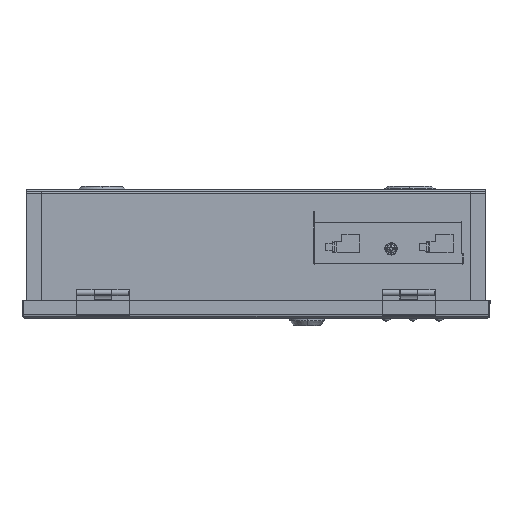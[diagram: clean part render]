
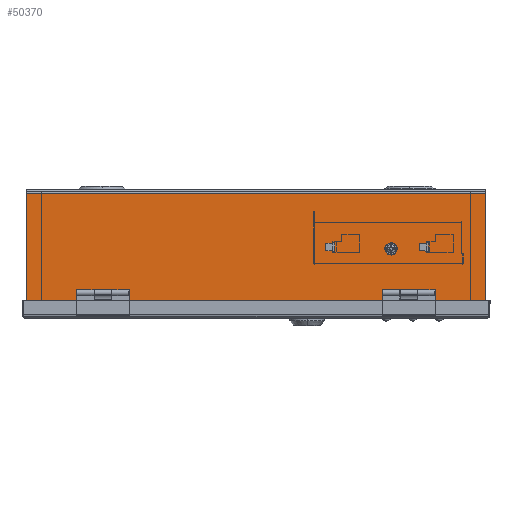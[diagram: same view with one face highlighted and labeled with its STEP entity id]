
A CAD part, left-side view. The second image highlights one B-rep face of the part: STEP entity #50370.
In plain terms, the highlighted planar face has unit normal (-1, 0, 0).
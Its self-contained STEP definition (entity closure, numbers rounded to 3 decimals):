
#2503 = CARTESIAN_POINT ( 'NONE',  ( -79., -97.5, 70.7 ) ) ;
#2562 = EDGE_LOOP ( 'NONE', ( #59790, #99096, #44717, #21669 ) ) ;
#4225 = DIRECTION ( 'NONE',  ( 0., 0., 1. ) ) ;
#4337 = CARTESIAN_POINT ( 'NONE',  ( -79., -92.5, 41.5 ) ) ;
#4845 = VERTEX_POINT ( 'NONE', #31513 ) ;
#5206 = EDGE_CURVE ( 'NONE', #48970, #84735, #19217, .T. ) ;
#6665 = DIRECTION ( 'NONE',  ( 0., 0., 1. ) ) ;
#7651 = CARTESIAN_POINT ( 'NONE',  ( -79., -76.5, 38.5 ) ) ;
#9273 = CARTESIAN_POINT ( 'NONE',  ( -79., 0., 1. ) ) ;
#10974 = CARTESIAN_POINT ( 'NONE',  ( -79., 130., 70.7 ) ) ;
#11471 = DIRECTION ( 'NONE',  ( 0., -0.998, 0.07 ) ) ;
#12300 = EDGE_CURVE ( 'NONE', #70177, #40241, #87081, .T. ) ;
#13117 = ORIENTED_EDGE ( 'NONE', *, *, #68471, .T. ) ;
#13548 = CARTESIAN_POINT ( 'NONE',  ( -79., -39.5, 41.5 ) ) ;
#13909 = EDGE_CURVE ( 'NONE', #106535, #91286, #50952, .T. ) ;
#14326 = EDGE_CURVE ( 'NONE', #89599, #70177, #29537, .T. ) ;
#14417 = CARTESIAN_POINT ( 'NONE',  ( -79., -97.5, 41.85 ) ) ;
#14541 = EDGE_CURVE ( 'NONE', #4845, #98985, #44088, .T. ) ;
#15339 = VECTOR ( 'NONE', #33674, 1000. ) ;
#15388 = VECTOR ( 'NONE', #37283, 1000. ) ;
#16706 = AXIS2_PLACEMENT_3D ( 'NONE', #7651, #41906, #25029 ) ;
#18376 = VERTEX_POINT ( 'NONE', #27648 ) ;
#18665 = DIRECTION ( 'NONE',  ( 0., 0., -1. ) ) ;
#19217 = LINE ( 'NONE', #27035, #103991 ) ;
#19353 = CARTESIAN_POINT ( 'NONE',  ( -79., -92.5, 41.5 ) ) ;
#20400 = DIRECTION ( 'NONE',  ( 0., 0., -1. ) ) ;
#20858 = DIRECTION ( 'NONE',  ( 0., 0.998, 0.07 ) ) ;
#21669 = ORIENTED_EDGE ( 'NONE', *, *, #47448, .T. ) ;
#22433 = ORIENTED_EDGE ( 'NONE', *, *, #109815, .F. ) ;
#22849 = VECTOR ( 'NONE', #20858, 1000. ) ;
#24903 = VECTOR ( 'NONE', #89693, 1000. ) ;
#24950 = DIRECTION ( 'NONE',  ( 0., 1., 0. ) ) ;
#25029 = DIRECTION ( 'NONE',  ( 0., 0., 1. ) ) ;
#26080 = LINE ( 'NONE', #9273, #108157 ) ;
#27035 = CARTESIAN_POINT ( 'NONE',  ( -79., -44.5, 70.7 ) ) ;
#27641 = VECTOR ( 'NONE', #73878, 1000. ) ;
#27648 = CARTESIAN_POINT ( 'NONE',  ( -79., -39.5, 41.5 ) ) ;
#27834 = CARTESIAN_POINT ( 'NONE',  ( -79., -76.5, 39.65 ) ) ;
#27884 = ORIENTED_EDGE ( 'NONE', *, *, #28109, .F. ) ;
#28109 = EDGE_CURVE ( 'NONE', #52248, #72752, #96111, .T. ) ;
#28290 = CARTESIAN_POINT ( 'NONE',  ( -79., -130., 70.7 ) ) ;
#28602 = FACE_BOUND ( 'NONE', #35644, .T. ) ;
#28867 = VECTOR ( 'NONE', #53014, 1000. ) ;
#29276 = CARTESIAN_POINT ( 'NONE',  ( -79., -97.5, 37.15 ) ) ;
#29537 = LINE ( 'NONE', #63733, #97646 ) ;
#31136 = EDGE_CURVE ( 'NONE', #91286, #106535, #70399, .T. ) ;
#31513 = CARTESIAN_POINT ( 'NONE',  ( -79., -130., 70. ) ) ;
#32349 = ORIENTED_EDGE ( 'NONE', *, *, #14541, .F. ) ;
#33674 = DIRECTION ( 'NONE',  ( 0., 0.998, 0.07 ) ) ;
#33822 = AXIS2_PLACEMENT_3D ( 'NONE', #70112, #34800, #104271 ) ;
#33951 = VECTOR ( 'NONE', #11471, 1000. ) ;
#34800 = DIRECTION ( 'NONE',  ( -1., 0., 0. ) ) ;
#35644 = EDGE_LOOP ( 'NONE', ( #69341, #39174 ) ) ;
#35925 = FACE_BOUND ( 'NONE', #68204, .T. ) ;
#37283 = DIRECTION ( 'NONE',  ( 0., 0., -1. ) ) ;
#37351 = EDGE_CURVE ( 'NONE', #40241, #38330, #80901, .T. ) ;
#38330 = VERTEX_POINT ( 'NONE', #64379 ) ;
#38514 = VECTOR ( 'NONE', #4225, 1000. ) ;
#39174 = ORIENTED_EDGE ( 'NONE', *, *, #31136, .T. ) ;
#40241 = VERTEX_POINT ( 'NONE', #14417 ) ;
#40586 = ORIENTED_EDGE ( 'NONE', *, *, #56710, .T. ) ;
#41906 = DIRECTION ( 'NONE',  ( 1., 0., 0. ) ) ;
#42159 = LINE ( 'NONE', #76308, #15339 ) ;
#44088 = LINE ( 'NONE', #28290, #15388 ) ;
#44717 = ORIENTED_EDGE ( 'NONE', *, *, #37351, .T. ) ;
#44930 = FACE_OUTER_BOUND ( 'NONE', #101288, .T. ) ;
#47448 = EDGE_CURVE ( 'NONE', #38330, #89599, #80277, .T. ) ;
#47996 = CARTESIAN_POINT ( 'NONE',  ( -79., -130., 1. ) ) ;
#48970 = VERTEX_POINT ( 'NONE', #105476 ) ;
#50370 = ADVANCED_FACE ( 'NONE', ( #54389, #28602, #35925, #44930 ), #80154, .T. ) ;
#50952 = CIRCLE ( 'NONE', #52819, 1.15 ) ;
#52248 = VERTEX_POINT ( 'NONE', #83708 ) ;
#52819 = AXIS2_PLACEMENT_3D ( 'NONE', #99706, #92874, #6665 ) ;
#53014 = DIRECTION ( 'NONE',  ( 0., 0., 1. ) ) ;
#53178 = ORIENTED_EDGE ( 'NONE', *, *, #67836, .T. ) ;
#54389 = FACE_BOUND ( 'NONE', #2562, .T. ) ;
#55586 = LINE ( 'NONE', #13548, #24903 ) ;
#56710 = EDGE_CURVE ( 'NONE', #103394, #18376, #105647, .T. ) ;
#59790 = ORIENTED_EDGE ( 'NONE', *, *, #14326, .T. ) ;
#62776 = VECTOR ( 'NONE', #20400, 1000. ) ;
#63733 = CARTESIAN_POINT ( 'NONE',  ( -79., -92.5, 70.7 ) ) ;
#64379 = CARTESIAN_POINT ( 'NONE',  ( -79., -97.5, 37.15 ) ) ;
#66380 = CARTESIAN_POINT ( 'NONE',  ( -79., -92.5, 37.5 ) ) ;
#67836 = EDGE_CURVE ( 'NONE', #84735, #103394, #42159, .T. ) ;
#68204 = EDGE_LOOP ( 'NONE', ( #40586, #72414, #84940, #53178 ) ) ;
#68471 = EDGE_CURVE ( 'NONE', #4845, #72752, #73314, .T. ) ;
#69341 = ORIENTED_EDGE ( 'NONE', *, *, #13909, .T. ) ;
#70112 = CARTESIAN_POINT ( 'NONE',  ( -79., -99., 70.7 ) ) ;
#70177 = VERTEX_POINT ( 'NONE', #4337 ) ;
#70399 = CIRCLE ( 'NONE', #16706, 1.15 ) ;
#72414 = ORIENTED_EDGE ( 'NONE', *, *, #104720, .T. ) ;
#72752 = VERTEX_POINT ( 'NONE', #78717 ) ;
#73314 = LINE ( 'NONE', #100195, #27641 ) ;
#73878 = DIRECTION ( 'NONE',  ( 0., 1., 0. ) ) ;
#75348 = CARTESIAN_POINT ( 'NONE',  ( -79., -44.5, 37.15 ) ) ;
#76308 = CARTESIAN_POINT ( 'NONE',  ( -79., -44.5, 37.15 ) ) ;
#77189 = CARTESIAN_POINT ( 'NONE',  ( -79., -76.5, 37.35 ) ) ;
#78717 = CARTESIAN_POINT ( 'NONE',  ( -79., 130., 70. ) ) ;
#79885 = CARTESIAN_POINT ( 'NONE',  ( -79., -39.5, 70.7 ) ) ;
#80154 = PLANE ( 'NONE',  #33822 ) ;
#80277 = LINE ( 'NONE', #29276, #22849 ) ;
#80901 = LINE ( 'NONE', #2503, #62776 ) ;
#83708 = CARTESIAN_POINT ( 'NONE',  ( -79., 130., 1. ) ) ;
#84735 = VERTEX_POINT ( 'NONE', #75348 ) ;
#84940 = ORIENTED_EDGE ( 'NONE', *, *, #5206, .T. ) ;
#87081 = LINE ( 'NONE', #19353, #33951 ) ;
#89599 = VERTEX_POINT ( 'NONE', #66380 ) ;
#89693 = DIRECTION ( 'NONE',  ( 0., -0.998, 0.07 ) ) ;
#91286 = VERTEX_POINT ( 'NONE', #77189 ) ;
#91593 = CARTESIAN_POINT ( 'NONE',  ( -79., -39.5, 37.5 ) ) ;
#92874 = DIRECTION ( 'NONE',  ( 1., 0., 0. ) ) ;
#96111 = LINE ( 'NONE', #10974, #28867 ) ;
#97646 = VECTOR ( 'NONE', #97854, 1000. ) ;
#97854 = DIRECTION ( 'NONE',  ( 0., 0., 1. ) ) ;
#98985 = VERTEX_POINT ( 'NONE', #47996 ) ;
#99096 = ORIENTED_EDGE ( 'NONE', *, *, #12300, .T. ) ;
#99706 = CARTESIAN_POINT ( 'NONE',  ( -79., -76.5, 38.5 ) ) ;
#100195 = CARTESIAN_POINT ( 'NONE',  ( -79., -99., 70. ) ) ;
#101288 = EDGE_LOOP ( 'NONE', ( #32349, #13117, #27884, #22433 ) ) ;
#103394 = VERTEX_POINT ( 'NONE', #91593 ) ;
#103991 = VECTOR ( 'NONE', #18665, 1000. ) ;
#104271 = DIRECTION ( 'NONE',  ( 0., 0., 1. ) ) ;
#104720 = EDGE_CURVE ( 'NONE', #18376, #48970, #55586, .T. ) ;
#105476 = CARTESIAN_POINT ( 'NONE',  ( -79., -44.5, 41.85 ) ) ;
#105647 = LINE ( 'NONE', #79885, #38514 ) ;
#106535 = VERTEX_POINT ( 'NONE', #27834 ) ;
#108157 = VECTOR ( 'NONE', #24950, 1000. ) ;
#109815 = EDGE_CURVE ( 'NONE', #98985, #52248, #26080, .T. ) ;
